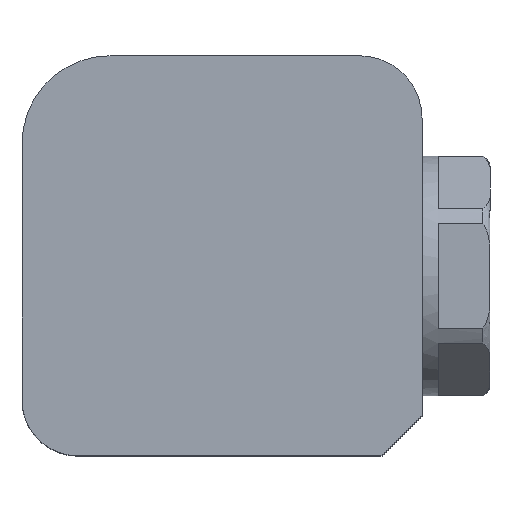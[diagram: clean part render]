
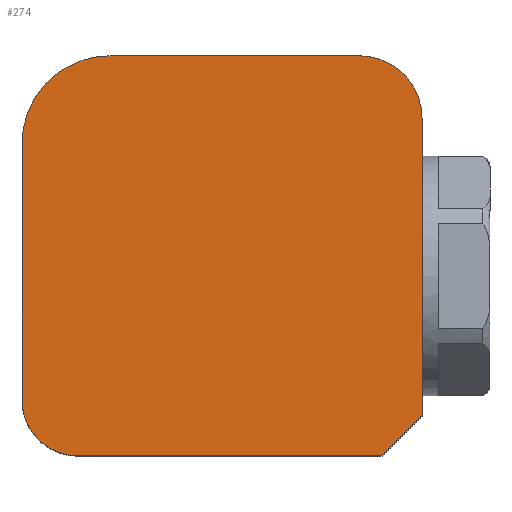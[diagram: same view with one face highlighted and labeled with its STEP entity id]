
A CAD part, top view. The second image highlights one B-rep face of the part: STEP entity #274.
In plain terms, the highlighted planar face has unit normal (0, 0, 1).
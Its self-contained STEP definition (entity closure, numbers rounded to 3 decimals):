
#84=CARTESIAN_POINT('',(-43.039,0.,15.0));
#85=VERTEX_POINT('',#84);
#92=CARTESIAN_POINT('',(-50.0,6.961,15.0));
#93=VERTEX_POINT('',#92);
#94=CARTESIAN_POINT('',(-43.039,6.961,15.0));
#95=DIRECTION('',(0.0,0.0,1.0));
#96=DIRECTION('',(1.0,0.0,0.0));
#97=AXIS2_PLACEMENT_3D('',#94,#95,#96);
#98=CIRCLE('',#97,6.961);
#99=EDGE_CURVE('',#93,#85,#98,.T.);
#126=CARTESIAN_POINT('',(-7.793,50.,15.0));
#127=VERTEX_POINT('',#126);
#134=CARTESIAN_POINT('',(0.,42.207,15.0));
#135=VERTEX_POINT('',#134);
#136=CARTESIAN_POINT('',(-7.793,42.207,15.0));
#137=DIRECTION('',(0.0,0.0,1.0));
#138=DIRECTION('',(-1.0,0.0,0.0));
#139=AXIS2_PLACEMENT_3D('',#136,#137,#138);
#140=CIRCLE('',#139,7.793);
#141=EDGE_CURVE('',#135,#127,#140,.T.);
#158=CARTESIAN_POINT('',(-50.0,39.0,15.0));
#159=VERTEX_POINT('',#158);
#160=CARTESIAN_POINT('',(-50.0,39.,15.0));
#161=DIRECTION('',(0.0,-1.0,0.0));
#162=VECTOR('',#161,32.039);
#163=LINE('',#160,#162);
#164=EDGE_CURVE('',#159,#93,#163,.T.);
#200=CARTESIAN_POINT('',(0.,22.5,15.0));
#201=VERTEX_POINT('',#200);
#202=CARTESIAN_POINT('',(0.,22.5,15.0));
#203=DIRECTION('',(0.0,1.0,0.0));
#204=VECTOR('',#203,19.707);
#205=LINE('',#202,#204);
#206=EDGE_CURVE('',#201,#135,#205,.T.);
#226=CARTESIAN_POINT('',(-25.0,25.0,15.0));
#227=DIRECTION('',(0.0,0.0,1.0));
#228=DIRECTION('',(1.0,0.0,0.0));
#229=AXIS2_PLACEMENT_3D('',#226,#227,#228);
#230=PLANE('',#229);
#231=ORIENTED_EDGE('',*,*,#99,.T.);
#232=CARTESIAN_POINT('',(-5.,0.,15.0));
#233=VERTEX_POINT('',#232);
#234=CARTESIAN_POINT('',(-43.039,0.,15.0));
#235=DIRECTION('',(1.0,0.0,0.0));
#236=VECTOR('',#235,38.039);
#237=LINE('',#234,#236);
#238=EDGE_CURVE('',#85,#233,#237,.T.);
#239=ORIENTED_EDGE('',*,*,#238,.T.);
#240=CARTESIAN_POINT('',(0.,5.0,15.0));
#241=VERTEX_POINT('',#240);
#242=CARTESIAN_POINT('',(0.,5.,15.0));
#243=DIRECTION('',(-0.707,-0.707,0.0));
#244=VECTOR('',#243,7.071);
#245=LINE('',#242,#244);
#246=EDGE_CURVE('',#241,#233,#245,.T.);
#247=ORIENTED_EDGE('',*,*,#246,.F.);
#248=CARTESIAN_POINT('',(0.,5.0,15.0));
#249=DIRECTION('',(0.0,1.0,0.0));
#250=VECTOR('',#249,17.5);
#251=LINE('',#248,#250);
#252=EDGE_CURVE('',#241,#201,#251,.T.);
#253=ORIENTED_EDGE('',*,*,#252,.T.);
#254=ORIENTED_EDGE('',*,*,#206,.T.);
#255=ORIENTED_EDGE('',*,*,#141,.T.);
#256=CARTESIAN_POINT('',(-39.,50.,15.0));
#257=VERTEX_POINT('',#256);
#258=CARTESIAN_POINT('',(-7.793,50.,15.0));
#259=DIRECTION('',(-1.0,0.0,0.0));
#260=VECTOR('',#259,31.207);
#261=LINE('',#258,#260);
#262=EDGE_CURVE('',#127,#257,#261,.T.);
#263=ORIENTED_EDGE('',*,*,#262,.T.);
#264=CARTESIAN_POINT('',(-39.,39.,15.0));
#265=DIRECTION('',(0.0,0.0,1.0));
#266=DIRECTION('',(0.0,-1.0,0.0));
#267=AXIS2_PLACEMENT_3D('',#264,#265,#266);
#268=CIRCLE('',#267,11.0);
#269=EDGE_CURVE('',#257,#159,#268,.T.);
#270=ORIENTED_EDGE('',*,*,#269,.T.);
#271=ORIENTED_EDGE('',*,*,#164,.T.);
#272=EDGE_LOOP('',(#231,#239,#247,#253,#254,#255,#263,#270,#271));
#273=FACE_OUTER_BOUND('',#272,.T.);
#274=ADVANCED_FACE('',(#273),#230,.T.);
